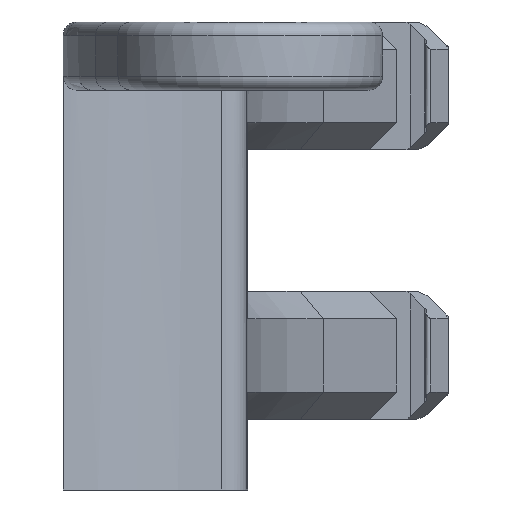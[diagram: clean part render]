
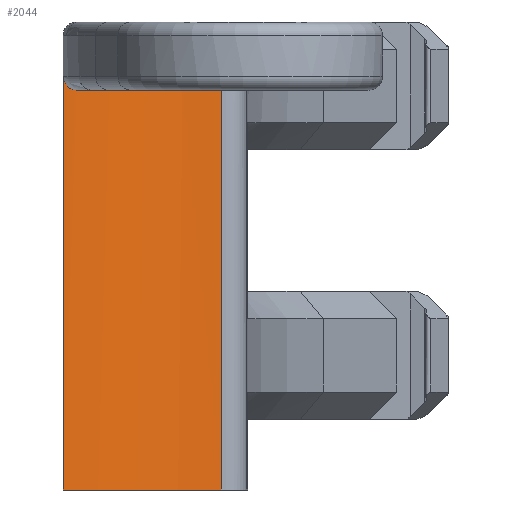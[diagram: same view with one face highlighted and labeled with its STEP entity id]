
A CAD part, front view. The second image highlights one B-rep face of the part: STEP entity #2044.
In plain terms, the highlighted cylindrical face has radius 20 mm (diameter 40 mm), a partial arc.
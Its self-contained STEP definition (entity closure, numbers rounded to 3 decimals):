
#30 = DIRECTION ( 'NONE',  ( 0., 0., 1. ) ) ;
#33 = CARTESIAN_POINT ( 'NONE',  ( -25.481, 14.774, 30.4 ) ) ;
#43 = LINE ( 'NONE', #2523, #3109 ) ;
#62 = CARTESIAN_POINT ( 'NONE',  ( -24.616, 15.52, 29.4 ) ) ;
#72 = AXIS2_PLACEMENT_3D ( 'NONE', #2659, #1874, #1684 ) ;
#78 = ORIENTED_EDGE ( 'NONE', *, *, #1517, .T. ) ;
#85 = CARTESIAN_POINT ( 'NONE',  ( -25.327, 14.913, 29.843 ) ) ;
#250 = CARTESIAN_POINT ( 'NONE',  ( -25.481, 14.774, 30.4 ) ) ;
#272 = CARTESIAN_POINT ( 'NONE',  ( -24.498, 15.614, 29.4 ) ) ;
#323 = CARTESIAN_POINT ( 'NONE',  ( -25.057, 15.15, 29.566 ) ) ;
#504 = CARTESIAN_POINT ( 'NONE',  ( -25.481, 14.774, 30.248 ) ) ;
#536 = CIRCLE ( 'NONE', #2897, 20. ) ;
#623 = DIRECTION ( 'NONE',  ( 0., 0., -1. ) ) ;
#643 = EDGE_CURVE ( 'NONE', #3152, #1237, #1438, .T. ) ;
#673 = FACE_OUTER_BOUND ( 'NONE', #2916, .T. ) ;
#779 = CARTESIAN_POINT ( 'NONE',  ( -24.498, 15.614, 29.4 ) ) ;
#808 = DIRECTION ( 'NONE',  ( -1., 0., 0. ) ) ;
#828 = ORIENTED_EDGE ( 'NONE', *, *, #1631, .T. ) ;
#956 = DIRECTION ( 'NONE',  ( 0., 0., -1. ) ) ;
#1029 = EDGE_CURVE ( 'NONE', #3152, #1245, #2841, .T. ) ;
#1061 = CARTESIAN_POINT ( 'NONE',  ( -24.953, 15.24, 29.504 ) ) ;
#1192 = VERTEX_POINT ( 'NONE', #2726 ) ;
#1231 = DIRECTION ( 'NONE',  ( -1., 0., 0. ) ) ;
#1237 = VERTEX_POINT ( 'NONE', #33 ) ;
#1245 = VERTEX_POINT ( 'NONE', #2511 ) ;
#1356 = CARTESIAN_POINT ( 'NONE',  ( -25.481, 14.774, 14.7 ) ) ;
#1438 = B_SPLINE_CURVE_WITH_KNOTS ( 'NONE', 3,
 ( #779, #62, #2573, #1061, #323, #2332, #85, #3084, #504, #250 ),
 .UNSPECIFIED., .F., .F.,
 ( 4, 2, 2, 2, 4 ),
 ( 0., 0., 0.001, 0.001, 0.002 ),
 .UNSPECIFIED. ) ;
#1517 = EDGE_CURVE ( 'NONE', #1192, #1835, #536, .T. ) ;
#1538 = ORIENTED_EDGE ( 'NONE', *, *, #2238, .T. ) ;
#1631 = EDGE_CURVE ( 'NONE', #1835, #1245, #43, .T. ) ;
#1684 = DIRECTION ( 'NONE',  ( -1., 0., 0. ) ) ;
#1715 = ORIENTED_EDGE ( 'NONE', *, *, #1029, .F. ) ;
#1835 = VERTEX_POINT ( 'NONE', #3141 ) ;
#1874 = DIRECTION ( 'NONE',  ( 0., 0., -1. ) ) ;
#2044 = ADVANCED_FACE ( 'NONE', ( #673 ), #2611, .F. ) ;
#2176 = VECTOR ( 'NONE', #2826, 1000. ) ;
#2238 = EDGE_CURVE ( 'NONE', #1237, #1192, #3127, .T. ) ;
#2332 = CARTESIAN_POINT ( 'NONE',  ( -25.245, 14.986, 29.736 ) ) ;
#2439 = CARTESIAN_POINT ( 'NONE',  ( -12., 0., 0. ) ) ;
#2511 = CARTESIAN_POINT ( 'NONE',  ( -13.86, 19.913, 29.4 ) ) ;
#2523 = CARTESIAN_POINT ( 'NONE',  ( -13.86, 19.913, 29.4 ) ) ;
#2573 = CARTESIAN_POINT ( 'NONE',  ( -24.731, 15.426, 29.421 ) ) ;
#2611 = CYLINDRICAL_SURFACE ( 'NONE', #72, 20. ) ;
#2658 = ORIENTED_EDGE ( 'NONE', *, *, #643, .T. ) ;
#2659 = CARTESIAN_POINT ( 'NONE',  ( -12., 0., 29.4 ) ) ;
#2726 = CARTESIAN_POINT ( 'NONE',  ( -25.481, 14.774, 0. ) ) ;
#2826 = DIRECTION ( 'NONE',  ( 0., 0., -1. ) ) ;
#2841 = CIRCLE ( 'NONE', #3254, 20. ) ;
#2864 = CARTESIAN_POINT ( 'NONE',  ( -12., 0., 29.4 ) ) ;
#2897 = AXIS2_PLACEMENT_3D ( 'NONE', #2439, #956, #1231 ) ;
#2916 = EDGE_LOOP ( 'NONE', ( #78, #828, #1715, #2658, #1538 ) ) ;
#3084 = CARTESIAN_POINT ( 'NONE',  ( -25.446, 14.805, 30.099 ) ) ;
#3109 = VECTOR ( 'NONE', #30, 1000. ) ;
#3127 = LINE ( 'NONE', #1356, #2176 ) ;
#3141 = CARTESIAN_POINT ( 'NONE',  ( -13.86, 19.913, 0. ) ) ;
#3152 = VERTEX_POINT ( 'NONE', #272 ) ;
#3254 = AXIS2_PLACEMENT_3D ( 'NONE', #2864, #623, #808 ) ;
